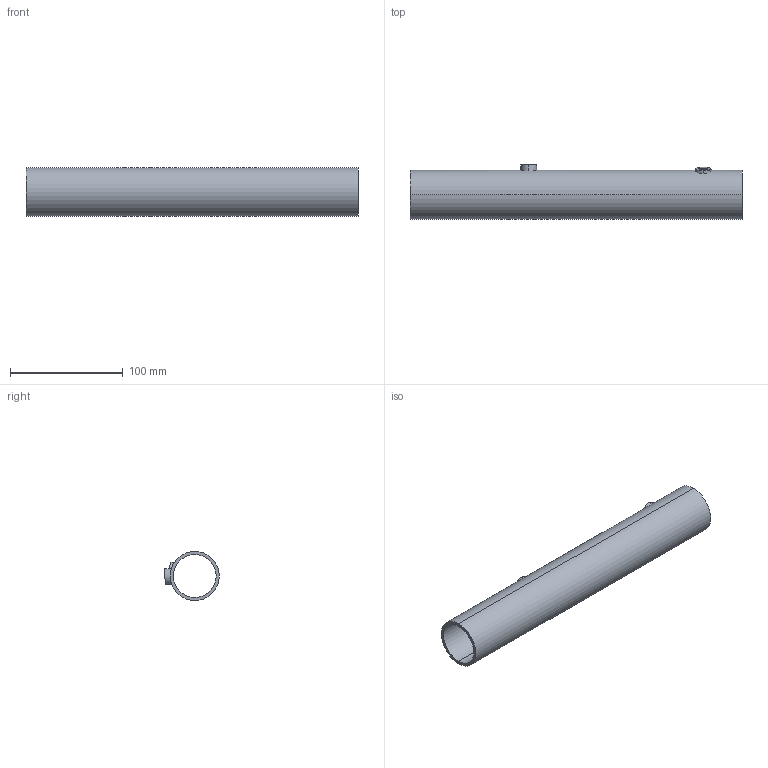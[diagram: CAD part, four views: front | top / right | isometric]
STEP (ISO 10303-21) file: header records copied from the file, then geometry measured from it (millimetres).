
FILE_DESCRIPTION (( 'STEP AP203' ), '1' );
FILE_NAME ('Thuoc_lai.STEP', '2022-11-11T02:48:30', ( 'Lenovo' ), ( '' ), 'SwSTEP 2.0', 'SolidWorks 2021', '' );
FILE_SCHEMA (( 'CONFIG_CONTROL_DESIGN' ));
Length unit declared in the file: millimetre
Products named in the file (1): Thuoc_lai
Bounding box: 295 x 48.35 x 43.5 mm (x, y, z)
Volume: 104323.7 mm3; surface area: 76674.1 mm2
Topology: 1 solids, 1 shells, 16 faces, 36 edges, 24 vertices
Faces by surface type: cylinder 12, plane 4
Entity records: 841 total; most frequent: CARTESIAN_POINT 389, DIRECTION 78, ORIENTED_EDGE 72, EDGE_CURVE 36, AXIS2_PLACEMENT_3D 33, VERTEX_POINT 24, EDGE_LOOP 24, FACE_OUTER_BOUND 16
